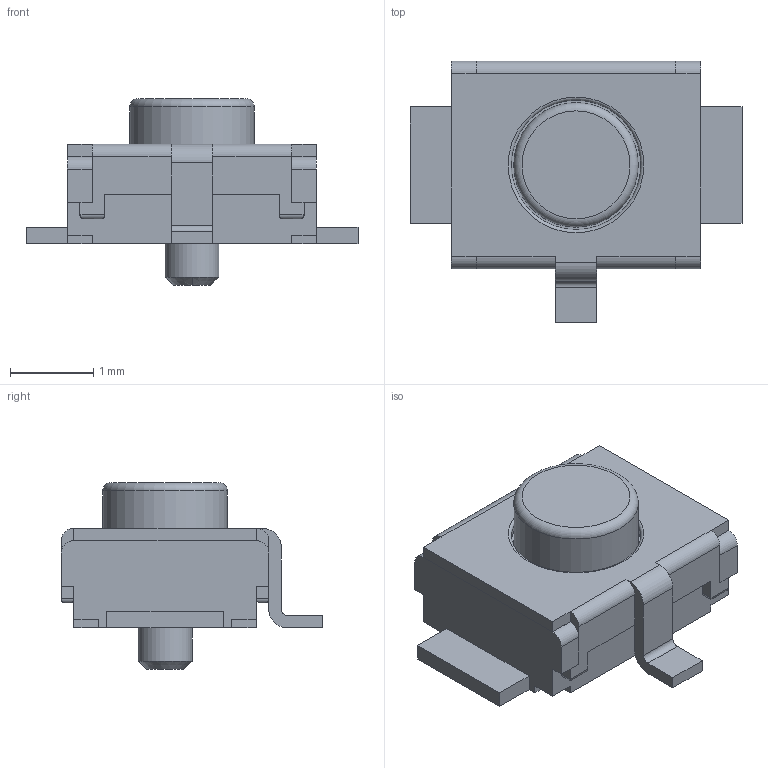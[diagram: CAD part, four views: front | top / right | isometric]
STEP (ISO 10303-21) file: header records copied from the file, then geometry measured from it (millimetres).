
FILE_DESCRIPTION(/* description */ ('model of SW_SPST_B3U-1100P-B'),/* implementation_level */ '2;1');
FILE_NAME(/* name */ 'SW_SPST_B3U-1100P-B.step',/* time_stamp */ '2020-10-28T17:47:17',/* author */ ('kicad StepUp','ksu'),/* organization */ ('FreeCAD'),/* preprocessor_version */ 'OCC',/* originating_system */ 'kicad StepUp',/* authorisation */ '');
FILE_SCHEMA(('AUTOMOTIVE_DESIGN { 1 0 10303 214 1 1 1 1 }'));
Length unit declared in the file: millimetre
Products named in the file (1): SW_SPST_B3U_1100P_B
Bounding box: 4 x 3.15 x 2.25 mm (x, y, z)
Volume: 9.9 mm3; surface area: 37.6 mm2
Topology: 1 solids, 1 shells, 113 faces, 291 edges, 183 vertices
Faces by surface type: plane 79, cylinder 29, torus 3, cone 2
Full cylindrical faces by diameter (mm): 0.65 x1, 1.5 x1, 1.56 x1
Entity records: 4177 total; most frequent: CARTESIAN_POINT 589, ORIENTED_EDGE 582, DIRECTION 570, EDGE_CURVE 291, LINE 238, VECTOR 238, VERTEX_POINT 183, AXIS2_PLACEMENT_3D 166
